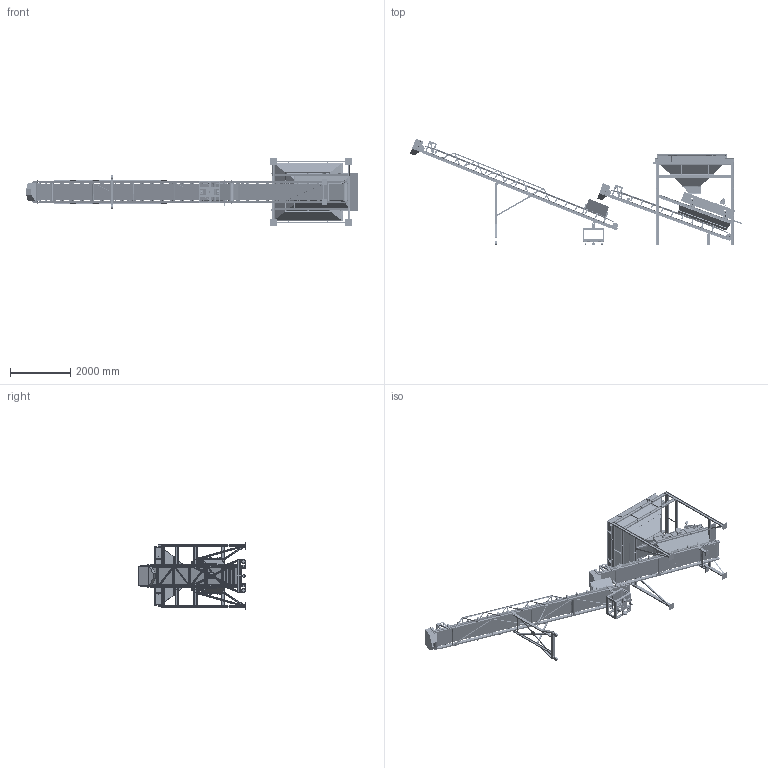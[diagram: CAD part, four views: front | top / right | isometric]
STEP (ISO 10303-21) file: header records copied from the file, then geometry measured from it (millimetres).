
FILE_DESCRIPTION(('FreeCAD Model'),'2;1');
FILE_NAME('Open CASCADE Shape Model','2025-05-03T10:40:12',('FreeCAD'),( 'FreeCAD'),'Open CASCADE STEP processor 7.6','FreeCAD','Unknown');
FILE_SCHEMA(('AUTOMOTIVE_DESIGN { 1 0 10303 214 1 1 1 1 }'));
Products named in the file (1): Open CASCADE STEP translator 7.6 1
Bounding box: 11066.53 x 3558.37 x 2245.85 mm (x, y, z)
Volume: 395621174.3 mm3; surface area: 125501197.3 mm2
Topology: 585 solids, 644 shells, 10446 faces, 26399 edges, 17429 vertices
Faces by surface type: bspline 10446
Entity records: 323707 total; most frequent: CARTESIAN_POINT 166184, ORIENTED_EDGE 52183, EDGE_CURVE 26363, B_SPLINE_CURVE_WITH_KNOTS 19183, VERTEX_POINT 17429, FACE_BOUND 11888, EDGE_LOOP 11888, ADVANCED_FACE 10446
